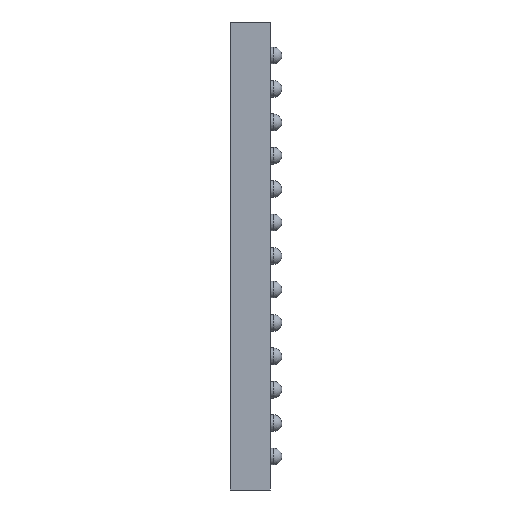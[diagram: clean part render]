
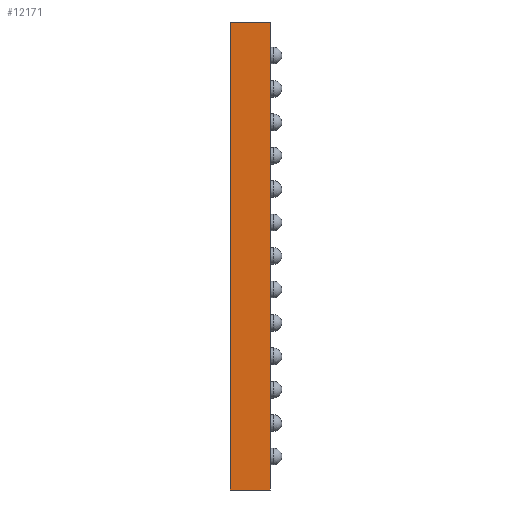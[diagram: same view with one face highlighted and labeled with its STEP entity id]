
A CAD part, left-side view. The second image highlights one B-rep face of the part: STEP entity #12171.
In plain terms, the highlighted planar face has unit normal (-1, 0, 0).
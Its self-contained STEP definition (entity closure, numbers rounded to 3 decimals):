
#662 = VECTOR ( 'NONE', #4720, 1000. ) ;
#831 = ORIENTED_EDGE ( 'NONE', *, *, #21102, .T. ) ;
#1928 = FACE_OUTER_BOUND ( 'NONE', #7119, .T. ) ;
#3154 = ORIENTED_EDGE ( 'NONE', *, *, #10641, .F. ) ;
#4143 = CARTESIAN_POINT ( 'NONE',  ( -7., 1.2, 7. ) ) ;
#4720 = DIRECTION ( 'NONE',  ( 0., -1., 0. ) ) ;
#5142 = LINE ( 'NONE', #12977, #662 ) ;
#6549 = EDGE_CURVE ( 'NONE', #8436, #11047, #14169, .T. ) ;
#7119 = EDGE_LOOP ( 'NONE', ( #9000, #14537, #3154, #831 ) ) ;
#8436 = VERTEX_POINT ( 'NONE', #4143 ) ;
#9000 = ORIENTED_EDGE ( 'NONE', *, *, #22527, .T. ) ;
#10641 = EDGE_CURVE ( 'NONE', #21945, #8436, #20929, .T. ) ;
#10934 = CARTESIAN_POINT ( 'NONE',  ( -7., 0., 7. ) ) ;
#11047 = VERTEX_POINT ( 'NONE', #10934 ) ;
#12171 = ADVANCED_FACE ( 'NONE', ( #1928 ), #23677, .F. ) ;
#12231 = CARTESIAN_POINT ( 'NONE',  ( -7., 1.2, 7. ) ) ;
#12977 = CARTESIAN_POINT ( 'NONE',  ( -7., 1.2, -7. ) ) ;
#14169 = LINE ( 'NONE', #12231, #24324 ) ;
#14537 = ORIENTED_EDGE ( 'NONE', *, *, #6549, .F. ) ;
#15120 = DIRECTION ( 'NONE',  ( 0., 0., 1. ) ) ;
#15609 = DIRECTION ( 'NONE',  ( 0., -1., 0. ) ) ;
#16500 = AXIS2_PLACEMENT_3D ( 'NONE', #23197, #21636, #21276 ) ;
#17593 = DIRECTION ( 'NONE',  ( 0., 0., 1. ) ) ;
#17665 = VECTOR ( 'NONE', #17593, 1000. ) ;
#18016 = CARTESIAN_POINT ( 'NONE',  ( -7., 1.2, -7. ) ) ;
#20929 = LINE ( 'NONE', #22600, #21372 ) ;
#21102 = EDGE_CURVE ( 'NONE', #21945, #24821, #5142, .T. ) ;
#21276 = DIRECTION ( 'NONE',  ( 0., 0., -1. ) ) ;
#21372 = VECTOR ( 'NONE', #15120, 1000. ) ;
#21636 = DIRECTION ( 'NONE',  ( 1., 0., 0. ) ) ;
#21945 = VERTEX_POINT ( 'NONE', #18016 ) ;
#22527 = EDGE_CURVE ( 'NONE', #24821, #11047, #25337, .T. ) ;
#22600 = CARTESIAN_POINT ( 'NONE',  ( -7., 1.2, 7. ) ) ;
#23197 = CARTESIAN_POINT ( 'NONE',  ( -7., 1.2, 7. ) ) ;
#23396 = CARTESIAN_POINT ( 'NONE',  ( -7., 0., 7. ) ) ;
#23677 = PLANE ( 'NONE',  #16500 ) ;
#24324 = VECTOR ( 'NONE', #15609, 1000. ) ;
#24821 = VERTEX_POINT ( 'NONE', #25051 ) ;
#25051 = CARTESIAN_POINT ( 'NONE',  ( -7., 0., -7. ) ) ;
#25337 = LINE ( 'NONE', #23396, #17665 ) ;
